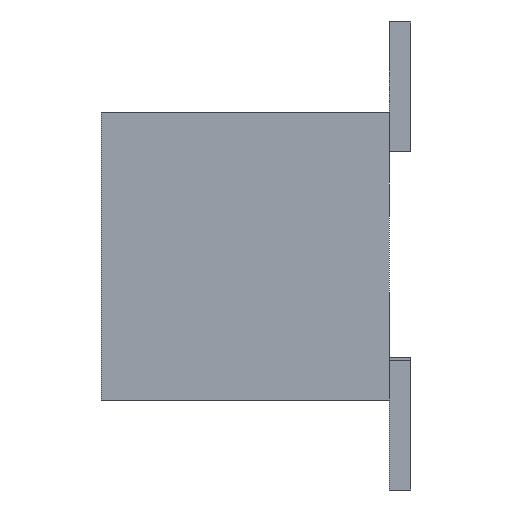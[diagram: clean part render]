
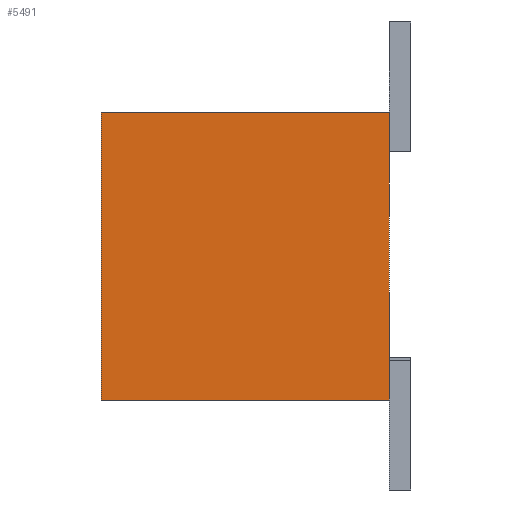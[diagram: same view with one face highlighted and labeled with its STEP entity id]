
A CAD part, left-side view. The second image highlights one B-rep face of the part: STEP entity #5491.
In plain terms, the highlighted planar face has unit normal (-1, 0, 0).
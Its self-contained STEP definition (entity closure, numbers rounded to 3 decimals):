
#298=FACE_OUTER_BOUND('',#584,.T.);
#584=EDGE_LOOP('',(#4666,#4667,#4668,#4669));
#879=LINE('',#7650,#1611);
#1006=LINE('',#7869,#1738);
#1316=LINE('',#8488,#2048);
#1317=LINE('',#8490,#2049);
#1611=VECTOR('',#6276,10.);
#1738=VECTOR('',#6417,10.);
#2048=VECTOR('',#7039,10.);
#2049=VECTOR('',#7042,10.);
#2258=VERTEX_POINT('',#7647);
#2259=VERTEX_POINT('',#7649);
#2343=VERTEX_POINT('',#7866);
#2344=VERTEX_POINT('',#7868);
#2791=EDGE_CURVE('',#2259,#2258,#879,.T.);
#2918=EDGE_CURVE('',#2343,#2344,#1006,.T.);
#3228=EDGE_CURVE('',#2258,#2344,#1316,.T.);
#3229=EDGE_CURVE('',#2259,#2343,#1317,.T.);
#4666=ORIENTED_EDGE('',*,*,#2791,.T.);
#4667=ORIENTED_EDGE('',*,*,#3228,.T.);
#4668=ORIENTED_EDGE('',*,*,#2918,.F.);
#4669=ORIENTED_EDGE('',*,*,#3229,.F.);
#4958=PLANE('',#5777);
#5491=ADVANCED_FACE('',(#298),#4958,.T.);
#5777=AXIS2_PLACEMENT_3D('',#8489,#7040,#7041);
#6276=DIRECTION('',(0.,0.,1.));
#6417=DIRECTION('',(0.,0.,1.));
#7039=DIRECTION('',(0.,1.,0.));
#7040=DIRECTION('center_axis',(-1.,0.,0.));
#7041=DIRECTION('ref_axis',(0.,0.,1.));
#7042=DIRECTION('',(0.,1.,0.));
#7647=CARTESIAN_POINT('',(-10.2,0.,2.));
#7649=CARTESIAN_POINT('',(-10.2,0.,-2.));
#7650=CARTESIAN_POINT('',(-10.2,0.,-2.));
#7866=CARTESIAN_POINT('',(-10.2,4.,-2.));
#7868=CARTESIAN_POINT('',(-10.2,4.,2.));
#7869=CARTESIAN_POINT('',(-10.2,4.,-2.));
#8488=CARTESIAN_POINT('',(-10.2,0.,2.));
#8489=CARTESIAN_POINT('Origin',(-10.2,0.,-2.));
#8490=CARTESIAN_POINT('',(-10.2,0.,-2.));
